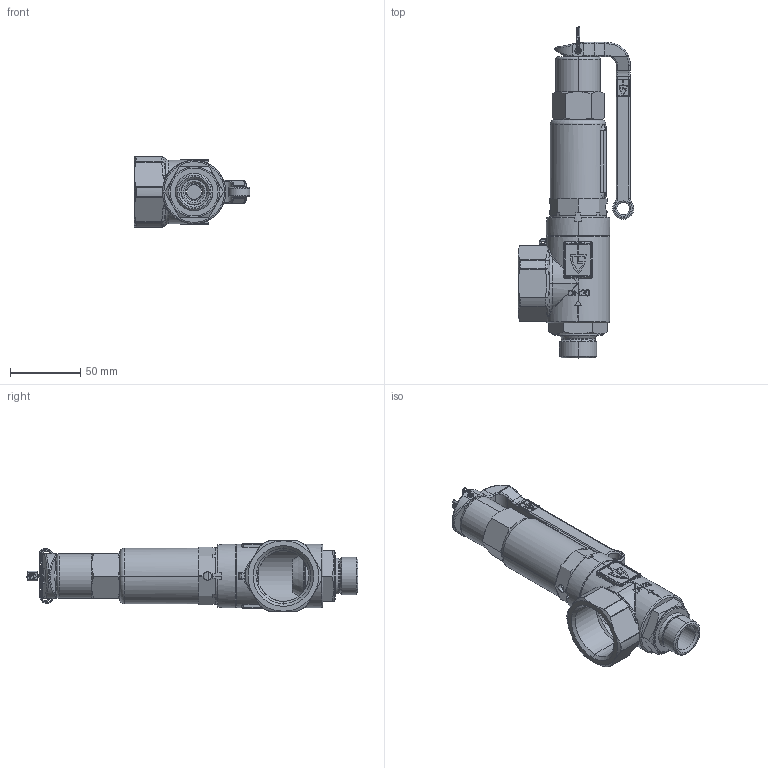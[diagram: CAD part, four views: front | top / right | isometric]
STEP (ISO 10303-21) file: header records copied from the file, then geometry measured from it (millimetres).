
FILE_DESCRIPTION (( 'STEP AP214' ), '1' );
FILE_NAME ('451bXL-20-m+f-20+32.STEP', '2016-02-15T13:40:17', ( '' ), ( '' ), 'SwSTEP 2.0', 'SolidWorks 2014', '' );
FILE_SCHEMA (( 'AUTOMOTIVE_DESIGN' ));
Length unit declared in the file: millimetre
Products named in the file (1): 451bXL-20-m+f-20+32
Bounding box: 82 x 235.68 x 50 mm (x, y, z)
Volume: 151511 mm3; surface area: 79998.9 mm2
Topology: 13 solids, 13 shells, 1054 faces, 2632 edges, 1621 vertices
Faces by surface type: plane 338, cylinder 331, bspline 147, cone 121, torus 105, sphere 12
Entity records: 49395 total; most frequent: CARTESIAN_POINT 13586, ORIENTED_EDGE 5232, DIRECTION 4849, EDGE_CURVE 2616, AXIS2_PLACEMENT_3D 1887, VERTEX_POINT 1621, EDGE_LOOP 1119, LINE 1075
